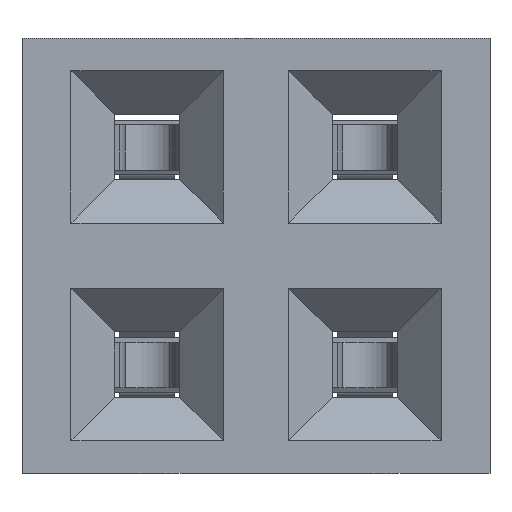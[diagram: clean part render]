
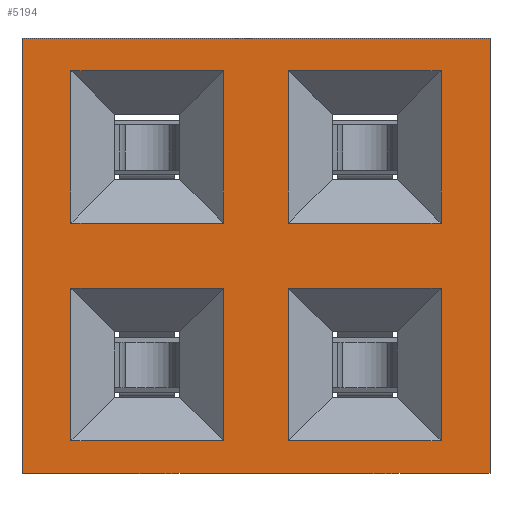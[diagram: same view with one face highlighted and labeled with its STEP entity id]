
A CAD part, front view. The second image highlights one B-rep face of the part: STEP entity #5194.
In plain terms, the highlighted planar face has unit normal (0, -1, 0).
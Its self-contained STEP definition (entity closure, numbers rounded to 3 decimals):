
#468=ORIENTED_EDGE('',*,*,#1990,.T.);
#469=ORIENTED_EDGE('',*,*,#1991,.T.);
#470=ORIENTED_EDGE('',*,*,#1992,.T.);
#471=ORIENTED_EDGE('',*,*,#1993,.T.);
#472=ORIENTED_EDGE('',*,*,#1994,.T.);
#473=ORIENTED_EDGE('',*,*,#1995,.T.);
#474=ORIENTED_EDGE('',*,*,#1996,.T.);
#475=ORIENTED_EDGE('',*,*,#1997,.T.);
#476=ORIENTED_EDGE('',*,*,#1998,.T.);
#477=ORIENTED_EDGE('',*,*,#1999,.T.);
#478=ORIENTED_EDGE('',*,*,#2000,.T.);
#479=ORIENTED_EDGE('',*,*,#2001,.T.);
#480=ORIENTED_EDGE('',*,*,#2002,.T.);
#481=ORIENTED_EDGE('',*,*,#2003,.T.);
#482=ORIENTED_EDGE('',*,*,#2004,.T.);
#483=ORIENTED_EDGE('',*,*,#2005,.T.);
#484=ORIENTED_EDGE('',*,*,#2006,.T.);
#485=ORIENTED_EDGE('',*,*,#2007,.F.);
#486=ORIENTED_EDGE('',*,*,#2008,.F.);
#487=ORIENTED_EDGE('',*,*,#2009,.T.);
#1990=EDGE_CURVE('',#2728,#2729,#3268,.T.);
#1991=EDGE_CURVE('',#2729,#2730,#3269,.T.);
#1992=EDGE_CURVE('',#2730,#2731,#3270,.T.);
#1993=EDGE_CURVE('',#2731,#2728,#3271,.T.);
#1994=EDGE_CURVE('',#2732,#2733,#3272,.T.);
#1995=EDGE_CURVE('',#2733,#2734,#3273,.T.);
#1996=EDGE_CURVE('',#2734,#2735,#3274,.T.);
#1997=EDGE_CURVE('',#2735,#2732,#3275,.T.);
#1998=EDGE_CURVE('',#2736,#2737,#3276,.T.);
#1999=EDGE_CURVE('',#2737,#2738,#3277,.T.);
#2000=EDGE_CURVE('',#2738,#2739,#3278,.T.);
#2001=EDGE_CURVE('',#2739,#2736,#3279,.T.);
#2002=EDGE_CURVE('',#2740,#2741,#3280,.T.);
#2003=EDGE_CURVE('',#2741,#2742,#3281,.T.);
#2004=EDGE_CURVE('',#2742,#2743,#3282,.T.);
#2005=EDGE_CURVE('',#2743,#2740,#3283,.T.);
#2006=EDGE_CURVE('',#2744,#2745,#3284,.T.);
#2007=EDGE_CURVE('',#2746,#2745,#3285,.T.);
#2008=EDGE_CURVE('',#2747,#2746,#3286,.T.);
#2009=EDGE_CURVE('',#2747,#2744,#3287,.T.);
#2728=VERTEX_POINT('',#7750);
#2729=VERTEX_POINT('',#7751);
#2730=VERTEX_POINT('',#7753);
#2731=VERTEX_POINT('',#7755);
#2732=VERTEX_POINT('',#7758);
#2733=VERTEX_POINT('',#7759);
#2734=VERTEX_POINT('',#7761);
#2735=VERTEX_POINT('',#7763);
#2736=VERTEX_POINT('',#7766);
#2737=VERTEX_POINT('',#7767);
#2738=VERTEX_POINT('',#7769);
#2739=VERTEX_POINT('',#7771);
#2740=VERTEX_POINT('',#7774);
#2741=VERTEX_POINT('',#7775);
#2742=VERTEX_POINT('',#7777);
#2743=VERTEX_POINT('',#7779);
#2744=VERTEX_POINT('',#7782);
#2745=VERTEX_POINT('',#7783);
#2746=VERTEX_POINT('',#7785);
#2747=VERTEX_POINT('',#7787);
#3268=LINE('',#7749,#3916);
#3269=LINE('',#7752,#3917);
#3270=LINE('',#7754,#3918);
#3271=LINE('',#7756,#3919);
#3272=LINE('',#7757,#3920);
#3273=LINE('',#7760,#3921);
#3274=LINE('',#7762,#3922);
#3275=LINE('',#7764,#3923);
#3276=LINE('',#7765,#3924);
#3277=LINE('',#7768,#3925);
#3278=LINE('',#7770,#3926);
#3279=LINE('',#7772,#3927);
#3280=LINE('',#7773,#3928);
#3281=LINE('',#7776,#3929);
#3282=LINE('',#7778,#3930);
#3283=LINE('',#7780,#3931);
#3284=LINE('',#7781,#3932);
#3285=LINE('',#7784,#3933);
#3286=LINE('',#7786,#3934);
#3287=LINE('',#7788,#3935);
#3916=VECTOR('',#6163,1000.);
#3917=VECTOR('',#6164,1000.);
#3918=VECTOR('',#6165,1000.);
#3919=VECTOR('',#6166,1000.);
#3920=VECTOR('',#6167,1000.);
#3921=VECTOR('',#6168,1000.);
#3922=VECTOR('',#6169,1000.);
#3923=VECTOR('',#6170,1000.);
#3924=VECTOR('',#6171,1000.);
#3925=VECTOR('',#6172,1000.);
#3926=VECTOR('',#6173,1000.);
#3927=VECTOR('',#6174,1000.);
#3928=VECTOR('',#6175,1000.);
#3929=VECTOR('',#6176,1000.);
#3930=VECTOR('',#6177,1000.);
#3931=VECTOR('',#6178,1000.);
#3932=VECTOR('',#6179,1000.);
#3933=VECTOR('',#6180,1000.);
#3934=VECTOR('',#6181,1000.);
#3935=VECTOR('',#6182,1000.);
#4414=EDGE_LOOP('',(#468,#469,#470,#471));
#4415=EDGE_LOOP('',(#472,#473,#474,#475));
#4416=EDGE_LOOP('',(#476,#477,#478,#479));
#4417=EDGE_LOOP('',(#480,#481,#482,#483));
#4418=EDGE_LOOP('',(#484,#485,#486,#487));
#4696=FACE_BOUND('',#4414,.T.);
#4697=FACE_BOUND('',#4415,.T.);
#4698=FACE_BOUND('',#4416,.T.);
#4699=FACE_BOUND('',#4417,.T.);
#4700=FACE_BOUND('',#4418,.T.);
#4978=PLANE('',#5516);
#5194=ADVANCED_FACE('',(#4696,#4697,#4698,#4699,#4700),#4978,.F.);
#5516=AXIS2_PLACEMENT_3D('',#7748,#6161,#6162);
#6161=DIRECTION('',(0.,1.,0.));
#6162=DIRECTION('',(0.,0.,1.));
#6163=DIRECTION('',(-1.,0.,0.));
#6164=DIRECTION('',(0.,0.,1.));
#6165=DIRECTION('',(1.,0.,0.));
#6166=DIRECTION('',(0.,0.,-1.));
#6167=DIRECTION('',(-1.,0.,0.));
#6168=DIRECTION('',(0.,0.,1.));
#6169=DIRECTION('',(1.,0.,0.));
#6170=DIRECTION('',(0.,0.,-1.));
#6171=DIRECTION('',(-1.,0.,0.));
#6172=DIRECTION('',(0.,0.,1.));
#6173=DIRECTION('',(1.,0.,0.));
#6174=DIRECTION('',(0.,0.,-1.));
#6175=DIRECTION('',(-1.,0.,0.));
#6176=DIRECTION('',(0.,0.,1.));
#6177=DIRECTION('',(1.,0.,0.));
#6178=DIRECTION('',(0.,0.,-1.));
#6179=DIRECTION('',(0.,0.,-1.));
#6180=DIRECTION('',(-1.,0.,0.));
#6181=DIRECTION('',(0.,0.,-1.));
#6182=DIRECTION('',(-1.,0.,0.));
#7748=CARTESIAN_POINT('',(2.15,-3.175,2.));
#7749=CARTESIAN_POINT('',(2.15,-3.175,0.3));
#7750=CARTESIAN_POINT('',(1.7,-3.175,0.3));
#7751=CARTESIAN_POINT('',(0.3,-3.175,0.3));
#7752=CARTESIAN_POINT('',(0.3,-3.175,2.));
#7753=CARTESIAN_POINT('',(0.3,-3.175,1.7));
#7754=CARTESIAN_POINT('',(2.15,-3.175,1.7));
#7755=CARTESIAN_POINT('',(1.7,-3.175,1.7));
#7756=CARTESIAN_POINT('',(1.7,-3.175,2.));
#7757=CARTESIAN_POINT('',(2.15,-3.175,-1.7));
#7758=CARTESIAN_POINT('',(1.7,-3.175,-1.7));
#7759=CARTESIAN_POINT('',(0.3,-3.175,-1.7));
#7760=CARTESIAN_POINT('',(0.3,-3.175,2.));
#7761=CARTESIAN_POINT('',(0.3,-3.175,-0.3));
#7762=CARTESIAN_POINT('',(2.15,-3.175,-0.3));
#7763=CARTESIAN_POINT('',(1.7,-3.175,-0.3));
#7764=CARTESIAN_POINT('',(1.7,-3.175,2.));
#7765=CARTESIAN_POINT('',(2.15,-3.175,0.3));
#7766=CARTESIAN_POINT('',(-0.3,-3.175,0.3));
#7767=CARTESIAN_POINT('',(-1.7,-3.175,0.3));
#7768=CARTESIAN_POINT('',(-1.7,-3.175,2.));
#7769=CARTESIAN_POINT('',(-1.7,-3.175,1.7));
#7770=CARTESIAN_POINT('',(2.15,-3.175,1.7));
#7771=CARTESIAN_POINT('',(-0.3,-3.175,1.7));
#7772=CARTESIAN_POINT('',(-0.3,-3.175,2.));
#7773=CARTESIAN_POINT('',(2.15,-3.175,-1.7));
#7774=CARTESIAN_POINT('',(-0.3,-3.175,-1.7));
#7775=CARTESIAN_POINT('',(-1.7,-3.175,-1.7));
#7776=CARTESIAN_POINT('',(-1.7,-3.175,2.));
#7777=CARTESIAN_POINT('',(-1.7,-3.175,-0.3));
#7778=CARTESIAN_POINT('',(2.15,-3.175,-0.3));
#7779=CARTESIAN_POINT('',(-0.3,-3.175,-0.3));
#7780=CARTESIAN_POINT('',(-0.3,-3.175,2.));
#7781=CARTESIAN_POINT('',(-2.15,-3.175,2.));
#7782=CARTESIAN_POINT('',(-2.15,-3.175,2.));
#7783=CARTESIAN_POINT('',(-2.15,-3.175,-2.));
#7784=CARTESIAN_POINT('',(2.15,-3.175,-2.));
#7785=CARTESIAN_POINT('',(2.15,-3.175,-2.));
#7786=CARTESIAN_POINT('',(2.15,-3.175,2.));
#7787=CARTESIAN_POINT('',(2.15,-3.175,2.));
#7788=CARTESIAN_POINT('',(2.15,-3.175,2.));
